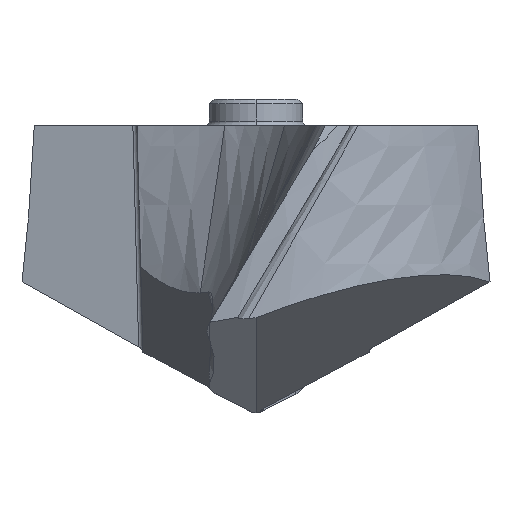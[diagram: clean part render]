
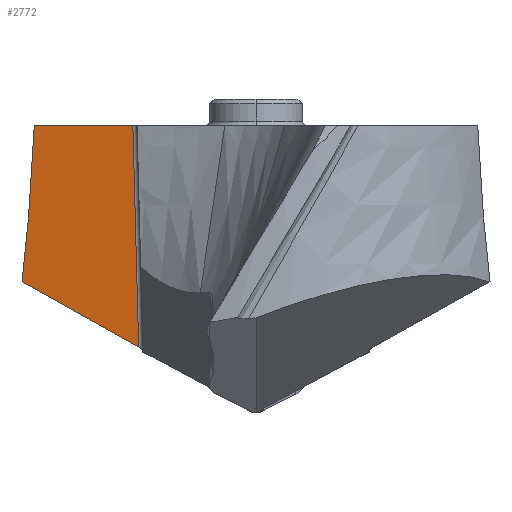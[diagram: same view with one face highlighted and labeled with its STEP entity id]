
A CAD part, left-side view. The second image highlights one B-rep face of the part: STEP entity #2772.
In plain terms, the highlighted planar face has unit normal (-0.925, 0.337, 0.174).
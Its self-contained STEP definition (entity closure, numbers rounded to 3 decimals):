
#88=DIRECTION('',(-0.379,-0.808,-0.451));
#89=VECTOR('',#88,4.604);
#90=CARTESIAN_POINT('',(3.538,7.465,-4.982));
#91=LINE('',#90,#89);
#664=DIRECTION('',(0.342,0.94,0.));
#665=VECTOR('',#664,3.347);
#666=CARTESIAN_POINT('',(3.186,3.929,0.));
#667=LINE('',#666,#665);
#877=CARTESIAN_POINT('',(3.186,3.929,0.));
#893=DIRECTION('',(0.193,0.026,0.981));
#894=VECTOR('',#893,7.196);
#895=CARTESIAN_POINT('',(1.794,3.744,-7.058));
#896=LINE('',#895,#894);
#897=CARTESIAN_POINT('',(4.33,7.074,0.));
#898=CARTESIAN_POINT('',(4.265,7.094,-0.385));
#899=CARTESIAN_POINT('',(4.143,7.132,-1.111));
#900=CARTESIAN_POINT('',(3.986,7.192,-2.064));
#901=CARTESIAN_POINT('',(3.853,7.253,-2.892));
#902=CARTESIAN_POINT('',(3.737,7.318,-3.638));
#903=CARTESIAN_POINT('',(3.633,7.388,-4.329));
#904=CARTESIAN_POINT('',(3.569,7.439,-4.769));
#905=CARTESIAN_POINT('',(3.538,7.465,-4.982));
#907=CARTESIAN_POINT('',(3.538,7.465,-4.982));
#1060=VERTEX_POINT('',#907);
#1061=CARTESIAN_POINT('',(1.794,3.744,-7.058));
#1062=VERTEX_POINT('',#1061);
#1135=VERTEX_POINT('',#877);
#1136=CARTESIAN_POINT('',(4.33,7.074,0.));
#1137=VERTEX_POINT('',#1136);
#2760=CARTESIAN_POINT('',(-0.402,3.325,
-17.95));
#2761=DIRECTION('',(0.925,-0.337,-0.174));
#2762=DIRECTION('',(0.326,0.941,-0.089));
#2763=AXIS2_PLACEMENT_3D('',#2760,#2761,#2762);
#2764=PLANE('',#2763);
#2765=ORIENTED_EDGE('',*,*,#2317,.F.);
#2766=ORIENTED_EDGE('',*,*,#2748,.F.);
#2767=ORIENTED_EDGE('',*,*,#1230,.F.);
#2769=ORIENTED_EDGE('',*,*,#2768,.F.);
#2770=EDGE_LOOP('',(#2765,#2766,#2767,#2769));
#2771=FACE_OUTER_BOUND('',#2770,.F.);
#906=B_SPLINE_CURVE_WITH_KNOTS('',3,(#897,#898,#899,#900,#901,#902,#903,#904,
#905),.UNSPECIFIED.,.F.,.F.,(4,1,1,1,1,1,4),(0.,0.167,
0.333,0.5,0.667,0.833,1.),
.UNSPECIFIED.);
#1230=EDGE_CURVE('',#1060,#1062,#91,.T.);
#2317=EDGE_CURVE('',#1135,#1137,#667,.T.);
#2748=EDGE_CURVE('',#1062,#1135,#896,.T.);
#2768=EDGE_CURVE('',#1137,#1060,#906,.T.);
#2772=ADVANCED_FACE('',(#2771),#2764,.F.);
